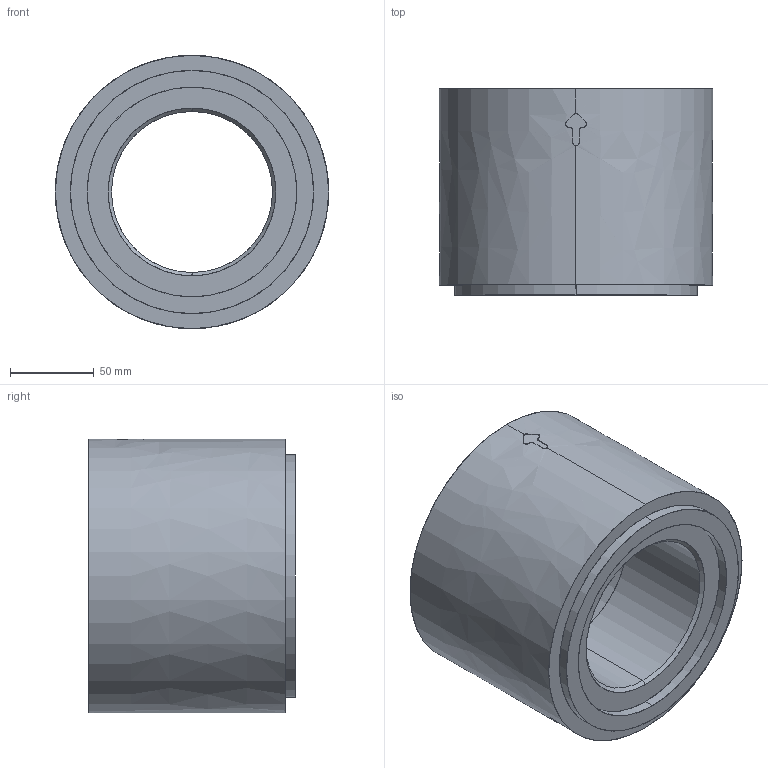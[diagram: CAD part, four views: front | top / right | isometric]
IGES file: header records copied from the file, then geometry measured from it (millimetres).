
Start section: SolidWorks IGES file using analytic representation for surfaces
Bounding box: 163 x 123 x 163 mm (x, y, z)
Surface area: 131619.2 mm2 (no closed solid volume)
Topology: 0 solids, 0 shells, 34 faces, 1033 edges, 1033 vertices
Faces by surface type: revolution 21, bspline 13
